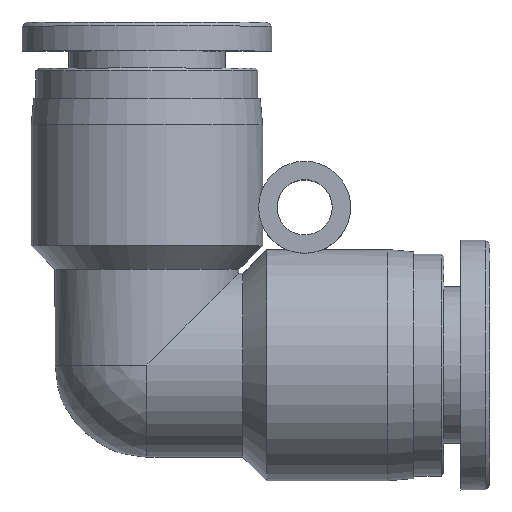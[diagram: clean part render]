
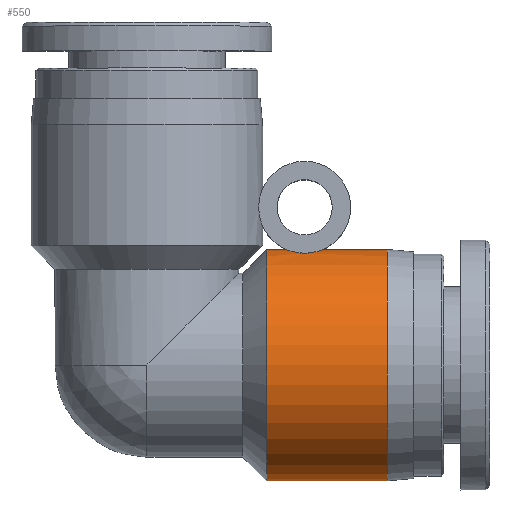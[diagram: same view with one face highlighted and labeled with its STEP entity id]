
A CAD part, top view. The second image highlights one B-rep face of the part: STEP entity #550.
In plain terms, the highlighted cylindrical face has radius 8.8 mm (diameter 17.6 mm), a full revolution.
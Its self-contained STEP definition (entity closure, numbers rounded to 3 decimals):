
#200=CARTESIAN_POINT('',(10.582,8.8,0.));
#201=VERTEX_POINT('',#200);
#202=CARTESIAN_POINT('',(10.582,8.8,0.));
#203=CARTESIAN_POINT('',(10.582,8.8,-0.37));
#204=CARTESIAN_POINT('',(10.636,8.774,-0.768));
#205=CARTESIAN_POINT('',(10.821,8.704,-1.31));
#206=CARTESIAN_POINT('',(10.9,8.676,-1.482));
#207=CARTESIAN_POINT('',(11.097,8.617,-1.792));
#208=CARTESIAN_POINT('',(11.214,8.586,-1.931));
#209=CARTESIAN_POINT('',(11.445,8.543,-2.112));
#210=CARTESIAN_POINT('',(11.548,8.527,-2.174));
#211=CARTESIAN_POINT('',(11.77,8.506,-2.257));
#212=CARTESIAN_POINT('',(11.889,8.5,-2.278));
#213=CARTESIAN_POINT('',(12.111,8.5,-2.278));
#214=CARTESIAN_POINT('',(12.23,8.506,-2.257));
#215=CARTESIAN_POINT('',(12.452,8.527,-2.174));
#216=CARTESIAN_POINT('',(12.555,8.543,-2.112));
#217=CARTESIAN_POINT('',(12.786,8.586,-1.931));
#218=CARTESIAN_POINT('',(12.903,8.617,-1.792));
#219=CARTESIAN_POINT('',(13.1,8.676,-1.482));
#220=CARTESIAN_POINT('',(13.179,8.704,-1.31));
#221=CARTESIAN_POINT('',(13.364,8.774,-0.768));
#222=CARTESIAN_POINT('',(13.418,8.8,-0.37));
#223=CARTESIAN_POINT('',(13.418,8.8,0.37));
#224=CARTESIAN_POINT('',(13.364,8.774,0.768));
#225=CARTESIAN_POINT('',(13.179,8.704,1.31));
#226=CARTESIAN_POINT('',(13.1,8.676,1.482));
#227=CARTESIAN_POINT('',(12.903,8.617,1.792));
#228=CARTESIAN_POINT('',(12.786,8.586,1.931));
#229=CARTESIAN_POINT('',(12.555,8.543,2.112));
#230=CARTESIAN_POINT('',(12.452,8.527,2.174));
#231=CARTESIAN_POINT('',(12.23,8.506,2.257));
#232=CARTESIAN_POINT('',(12.111,8.5,2.278));
#233=CARTESIAN_POINT('',(11.889,8.5,2.278));
#234=CARTESIAN_POINT('',(11.77,8.506,2.257));
#235=CARTESIAN_POINT('',(11.548,8.527,2.174));
#236=CARTESIAN_POINT('',(11.445,8.543,2.112));
#237=CARTESIAN_POINT('',(11.214,8.586,1.931));
#238=CARTESIAN_POINT('',(11.097,8.617,1.792));
#239=CARTESIAN_POINT('',(10.9,8.676,1.482));
#240=CARTESIAN_POINT('',(10.821,8.704,1.31));
#241=CARTESIAN_POINT('',(10.636,8.774,0.768));
#242=CARTESIAN_POINT('',(10.582,8.8,0.37));
#243=CARTESIAN_POINT('',(10.582,8.8,0.));
#244=B_SPLINE_CURVE_WITH_KNOTS('',3,(#202,#203,#204,#205,#206,#207,#208,#209,#210,#211,#212,#213,#214,#215,#216,#217,#218,#219,#220,#221,#222,#223,#224,#225,#226,#227,#228,#229,#230,#231,#232,#233,#234,#235,#236,#237,#238,#239,#240,#241,#242,#243),.UNSPECIFIED.,.T.,.U.,(4,2,2,2,2,2,2,2,2,2,2,2,2,2,2,2,2,2,2,2,4),(0.0,0.111,0.166,0.222,0.255,0.288,0.322,0.355,0.411,0.466,0.577,0.688,0.743,0.799,0.832,0.865,0.899,0.932,0.988,1.043,1.154),.UNSPECIFIED.);
#245=EDGE_CURVE('',#201,#201,#244,.T.);
#513=CARTESIAN_POINT('',(9.1,8.8,0.0));
#514=VERTEX_POINT('',#513);
#515=CARTESIAN_POINT('',(9.1,0.,0.0));
#516=DIRECTION('',(1.0,0.0,0.0));
#517=DIRECTION('',(0.0,1.0,0.0));
#518=AXIS2_PLACEMENT_3D('',#515,#516,#517);
#519=CIRCLE('',#518,8.8);
#520=EDGE_CURVE('',#514,#514,#519,.T.);
#528=CARTESIAN_POINT('',(13.7,0.,0.0));
#529=DIRECTION('',(1.0,0.,0.0));
#530=DIRECTION('',(0.0,1.0,0.0));
#531=AXIS2_PLACEMENT_3D('',#528,#529,#530);
#532=CYLINDRICAL_SURFACE('',#531,8.8);
#533=CARTESIAN_POINT('',(18.3,8.8,0.0));
#534=VERTEX_POINT('',#533);
#535=CARTESIAN_POINT('',(18.3,0.,0.0));
#536=DIRECTION('',(1.0,0.0,0.0));
#537=DIRECTION('',(0.0,1.0,0.0));
#538=AXIS2_PLACEMENT_3D('',#535,#536,#537);
#539=CIRCLE('',#538,8.8);
#540=EDGE_CURVE('',#534,#534,#539,.T.);
#541=ORIENTED_EDGE('',*,*,#540,.F.);
#542=EDGE_LOOP('',(#541));
#543=FACE_OUTER_BOUND('',#542,.T.);
#544=ORIENTED_EDGE('',*,*,#245,.T.);
#545=EDGE_LOOP('',(#544));
#546=FACE_BOUND('',#545,.T.);
#547=ORIENTED_EDGE('',*,*,#520,.T.);
#548=EDGE_LOOP('',(#547));
#549=FACE_BOUND('',#548,.T.);
#550=ADVANCED_FACE('',(#543,#546,#549),#532,.T.);
